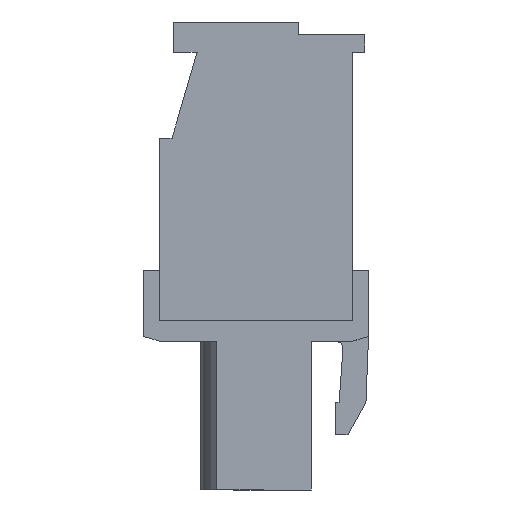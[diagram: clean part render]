
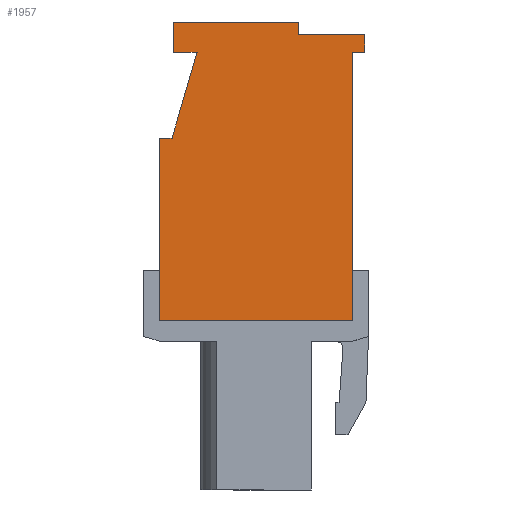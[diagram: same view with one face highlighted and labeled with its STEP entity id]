
A CAD part, left-side view. The second image highlights one B-rep face of the part: STEP entity #1957.
In plain terms, the highlighted planar face has unit normal (-1, 0, 0).
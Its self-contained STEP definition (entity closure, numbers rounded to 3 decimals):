
#1957 = ADVANCED_FACE( '', ( #3899 ), #3900, .T. );
#3899 = FACE_OUTER_BOUND( '', #5806, .T. );
#3900 = PLANE( '', #5807 );
#5806 = EDGE_LOOP( '', ( #11232, #11233, #11234, #11235, #11236, #11237, #11238, #11239, #11240, #11241, #11242, #11243 ) );
#5807 = AXIS2_PLACEMENT_3D( '', #11244, #11245, #11246 );
#11232 = ORIENTED_EDGE( '', *, *, #12158, .T. );
#11233 = ORIENTED_EDGE( '', *, *, #12775, .F. );
#11234 = ORIENTED_EDGE( '', *, *, #13612, .T. );
#11235 = ORIENTED_EDGE( '', *, *, #12440, .T. );
#11236 = ORIENTED_EDGE( '', *, *, #13248, .T. );
#11237 = ORIENTED_EDGE( '', *, *, #12724, .T. );
#11238 = ORIENTED_EDGE( '', *, *, #12408, .T. );
#11239 = ORIENTED_EDGE( '', *, *, #12898, .T. );
#11240 = ORIENTED_EDGE( '', *, *, #13674, .T. );
#11241 = ORIENTED_EDGE( '', *, *, #13713, .T. );
#11242 = ORIENTED_EDGE( '', *, *, #12639, .T. );
#11243 = ORIENTED_EDGE( '', *, *, #13580, .T. );
#11244 = CARTESIAN_POINT( '', ( 0., 0., 0. ) );
#11245 = DIRECTION( '', ( -1., 0., 0. ) );
#11246 = DIRECTION( '', ( 0., -1., 0. ) );
#12158 = EDGE_CURVE( '', #14837, #14835, #14838, .T. );
#12408 = EDGE_CURVE( '', #15253, #15254, #15255, .T. );
#12440 = EDGE_CURVE( '', #15301, #15302, #15303, .T. );
#12639 = EDGE_CURVE( '', #15610, #15611, #15612, .T. );
#12724 = EDGE_CURVE( '', #15736, #15253, #15737, .T. );
#12775 = EDGE_CURVE( '', #15805, #14835, #15807, .T. );
#12898 = EDGE_CURVE( '', #15254, #15973, #15974, .T. );
#13248 = EDGE_CURVE( '', #15302, #15736, #16469, .T. );
#13580 = EDGE_CURVE( '', #15611, #14837, #16878, .T. );
#13612 = EDGE_CURVE( '', #15805, #15301, #16911, .T. );
#13674 = EDGE_CURVE( '', #15973, #16980, #16981, .T. );
#13713 = EDGE_CURVE( '', #16980, #15610, #17020, .T. );
#14835 = VERTEX_POINT( '', #18566 );
#14837 = VERTEX_POINT( '', #18569 );
#14838 = LINE( '', #18570, #18571 );
#15253 = VERTEX_POINT( '', #19177 );
#15254 = VERTEX_POINT( '', #19178 );
#15255 = LINE( '', #19179, #19180 );
#15301 = VERTEX_POINT( '', #19247 );
#15302 = VERTEX_POINT( '', #19248 );
#15303 = LINE( '', #19249, #19250 );
#15610 = VERTEX_POINT( '', #19699 );
#15611 = VERTEX_POINT( '', #19700 );
#15612 = LINE( '', #19701, #19702 );
#15736 = VERTEX_POINT( '', #19892 );
#15737 = LINE( '', #19893, #19894 );
#15805 = VERTEX_POINT( '', #20002 );
#15807 = LINE( '', #20005, #20006 );
#15973 = VERTEX_POINT( '', #20254 );
#15974 = LINE( '', #20255, #20256 );
#16469 = LINE( '', #20999, #21000 );
#16878 = LINE( '', #21619, #21620 );
#16911 = LINE( '', #21676, #21677 );
#16980 = VERTEX_POINT( '', #21768 );
#16981 = LINE( '', #21769, #21770 );
#17020 = LINE( '', #21821, #21822 );
#18566 = CARTESIAN_POINT( '', ( 0., 10.8, 0.9 ) );
#18569 = CARTESIAN_POINT( '', ( 0., 10.8, 11.1 ) );
#18570 = CARTESIAN_POINT( '', ( 0., 10.8, 11.1 ) );
#18571 = VECTOR( '', #22544, 1000. );
#19177 = CARTESIAN_POINT( '', ( 0., 3., 16.9 ) );
#19178 = CARTESIAN_POINT( '', ( 0., 3., 17.6 ) );
#19179 = CARTESIAN_POINT( '', ( 0., 3., 16.9 ) );
#19180 = VECTOR( '', #22766, 1000. );
#19247 = CARTESIAN_POINT( '', ( 0., 0., 15.9 ) );
#19248 = CARTESIAN_POINT( '', ( 0., -0.7, 15.9 ) );
#19249 = CARTESIAN_POINT( '', ( 0., 0., 15.9 ) );
#19250 = VECTOR( '', #22791, 1000. );
#19699 = CARTESIAN_POINT( '', ( 0., 8.7, 15.9 ) );
#19700 = CARTESIAN_POINT( '', ( 0., 10.1, 11.1 ) );
#19701 = CARTESIAN_POINT( '', ( 0., 8.7, 15.9 ) );
#19702 = VECTOR( '', #22976, 1000. );
#19892 = CARTESIAN_POINT( '', ( 0., -0.7, 16.9 ) );
#19893 = CARTESIAN_POINT( '', ( 0., -0.7, 16.9 ) );
#19894 = VECTOR( '', #23043, 1000. );
#20002 = CARTESIAN_POINT( '', ( 0., 0., 0.9 ) );
#20005 = CARTESIAN_POINT( '', ( 0., 0., 0.9 ) );
#20006 = VECTOR( '', #23085, 1000. );
#20254 = CARTESIAN_POINT( '', ( 0., 10., 17.6 ) );
#20255 = CARTESIAN_POINT( '', ( 0., 3., 17.6 ) );
#20256 = VECTOR( '', #23189, 1000. );
#20999 = CARTESIAN_POINT( '', ( 0., -0.7, 15.9 ) );
#21000 = VECTOR( '', #23473, 1000. );
#21619 = CARTESIAN_POINT( '', ( 0., 10.1, 11.1 ) );
#21620 = VECTOR( '', #23710, 1000. );
#21676 = CARTESIAN_POINT( '', ( 0., 0., 0. ) );
#21677 = VECTOR( '', #23734, 1000. );
#21768 = CARTESIAN_POINT( '', ( 0., 10., 15.9 ) );
#21769 = CARTESIAN_POINT( '', ( 0., 10., 17.6 ) );
#21770 = VECTOR( '', #23763, 1000. );
#21821 = CARTESIAN_POINT( '', ( 0., 10., 15.9 ) );
#21822 = VECTOR( '', #23782, 1000. );
#22544 = DIRECTION( '', ( 0., 0., -1. ) );
#22766 = DIRECTION( '', ( 0., 0., 1. ) );
#22791 = DIRECTION( '', ( 0., -1., 0. ) );
#22976 = DIRECTION( '', ( 0., 0.28, -0.96 ) );
#23043 = DIRECTION( '', ( 0., 1., 0. ) );
#23085 = DIRECTION( '', ( 0., 1., 0. ) );
#23189 = DIRECTION( '', ( 0., 1., 0. ) );
#23473 = DIRECTION( '', ( 0., 0., 1. ) );
#23710 = DIRECTION( '', ( 0., 1., 0. ) );
#23734 = DIRECTION( '', ( 0., 0., 1. ) );
#23763 = DIRECTION( '', ( 0., 0., -1. ) );
#23782 = DIRECTION( '', ( 0., -1., 0. ) );
